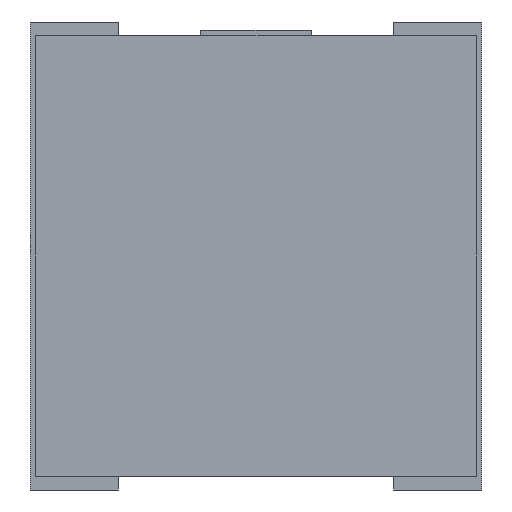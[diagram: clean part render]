
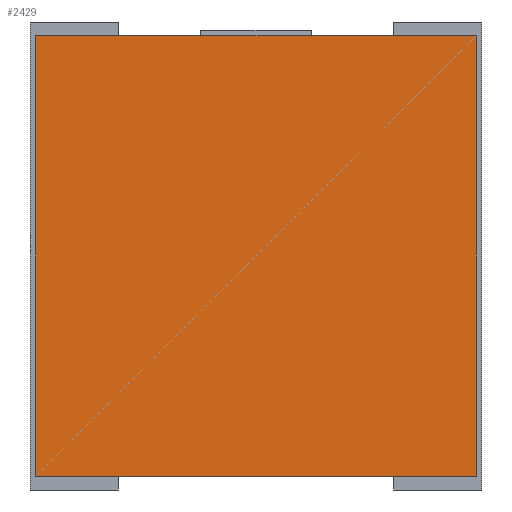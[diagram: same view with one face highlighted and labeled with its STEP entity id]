
A CAD part, left-side view. The second image highlights one B-rep face of the part: STEP entity #2429.
In plain terms, the highlighted planar face has unit normal (-1, 0, 0).
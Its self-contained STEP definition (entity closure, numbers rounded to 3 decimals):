
#6 = VERTEX_POINT ( 'NONE', #417 ) ;
#188 = EDGE_CURVE ( 'NONE', #985, #1685, #1350, .T. ) ;
#233 = CARTESIAN_POINT ( 'NONE',  ( -0.8, 0., -0.4 ) ) ;
#304 = DIRECTION ( 'NONE',  ( 1., 0., 0. ) ) ;
#387 = CARTESIAN_POINT ( 'NONE',  ( -0.8, 0.8, -0.4 ) ) ;
#417 = CARTESIAN_POINT ( 'NONE',  ( -0.8, 0.8, 0.4 ) ) ;
#448 = CARTESIAN_POINT ( 'NONE',  ( -0.8, 0.8, -0.4 ) ) ;
#466 = VECTOR ( 'NONE', #1716, 1000. ) ;
#492 = CARTESIAN_POINT ( 'NONE',  ( -0.8, 0.8, -0.4 ) ) ;
#869 = EDGE_CURVE ( 'NONE', #6, #1911, #2244, .T. ) ;
#985 = VERTEX_POINT ( 'NONE', #448 ) ;
#1195 = AXIS2_PLACEMENT_3D ( 'NONE', #1817, #304, #1209 ) ;
#1209 = DIRECTION ( 'NONE',  ( 0., 0., -1. ) ) ;
#1350 = LINE ( 'NONE', #492, #2643 ) ;
#1398 = DIRECTION ( 'NONE',  ( 0., -1., 0. ) ) ;
#1528 = VECTOR ( 'NONE', #2020, 1000. ) ;
#1592 = PLANE ( 'NONE',  #1195 ) ;
#1685 = VERTEX_POINT ( 'NONE', #233 ) ;
#1716 = DIRECTION ( 'NONE',  ( 0., 0., 1. ) ) ;
#1817 = CARTESIAN_POINT ( 'NONE',  ( -0.8, 0.8, -0.4 ) ) ;
#1843 = CARTESIAN_POINT ( 'NONE',  ( -0.8, 0., -0.4 ) ) ;
#1911 = VERTEX_POINT ( 'NONE', #2163 ) ;
#2020 = DIRECTION ( 'NONE',  ( 0., -1., 0. ) ) ;
#2033 = ORIENTED_EDGE ( 'NONE', *, *, #2288, .F. ) ;
#2042 = ORIENTED_EDGE ( 'NONE', *, *, #188, .T. ) ;
#2068 = DIRECTION ( 'NONE',  ( 0., 0., 1. ) ) ;
#2163 = CARTESIAN_POINT ( 'NONE',  ( -0.8, 0., 0.4 ) ) ;
#2233 = FACE_OUTER_BOUND ( 'NONE', #2485, .T. ) ;
#2244 = LINE ( 'NONE', #2432, #1528 ) ;
#2288 = EDGE_CURVE ( 'NONE', #985, #6, #2322, .T. ) ;
#2322 = LINE ( 'NONE', #387, #466 ) ;
#2374 = ORIENTED_EDGE ( 'NONE', *, *, #869, .F. ) ;
#2401 = ORIENTED_EDGE ( 'NONE', *, *, #2633, .T. ) ;
#2429 = ADVANCED_FACE ( 'NONE', ( #2233 ), #1592, .F. ) ;
#2432 = CARTESIAN_POINT ( 'NONE',  ( -0.8, 0.8, 0.4 ) ) ;
#2485 = EDGE_LOOP ( 'NONE', ( #2401, #2374, #2033, #2042 ) ) ;
#2531 = LINE ( 'NONE', #1843, #2653 ) ;
#2633 = EDGE_CURVE ( 'NONE', #1685, #1911, #2531, .T. ) ;
#2643 = VECTOR ( 'NONE', #1398, 1000. ) ;
#2653 = VECTOR ( 'NONE', #2068, 1000. ) ;
